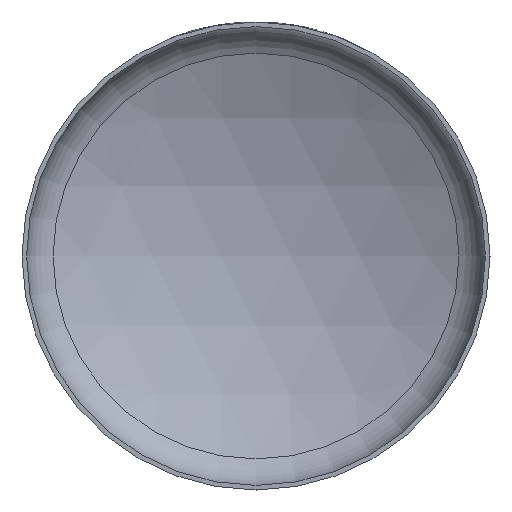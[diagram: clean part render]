
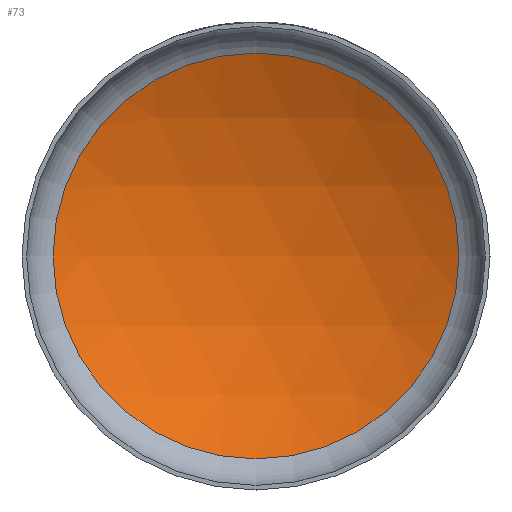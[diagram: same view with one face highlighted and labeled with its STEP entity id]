
A CAD part, front view. The second image highlights one B-rep face of the part: STEP entity #73.
In plain terms, the highlighted spherical face has radius 306 mm.
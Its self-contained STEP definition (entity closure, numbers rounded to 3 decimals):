
#73 = ADVANCED_FACE ( 'NONE', ( #7606 ), #28776, .F. ) ;
#535 = VERTEX_POINT ( 'NONE', #15194 ) ;
#1704 = AXIS2_PLACEMENT_3D ( 'NONE', #14262, #3485, #19366 ) ;
#3485 = DIRECTION ( 'NONE',  ( 0., -1., 0. ) ) ;
#7135 = EDGE_CURVE ( 'NONE', #535, #535, #27479, .T. ) ;
#7606 = FACE_OUTER_BOUND ( 'NONE', #23762, .T. ) ;
#11013 = CARTESIAN_POINT ( 'NONE',  ( 0., -228.171, 0. ) ) ;
#11650 = AXIS2_PLACEMENT_3D ( 'NONE', #11013, #29576, #13366 ) ;
#13366 = DIRECTION ( 'NONE',  ( 1., 0., 0. ) ) ;
#14262 = CARTESIAN_POINT ( 'NONE',  ( 0., 47.575, 0. ) ) ;
#15194 = CARTESIAN_POINT ( 'NONE',  ( 0., 47.575, -132.667 ) ) ;
#17485 = ORIENTED_EDGE ( 'NONE', *, *, #7135, .T. ) ;
#19366 = DIRECTION ( 'NONE',  ( 0., 0., -1. ) ) ;
#23762 = EDGE_LOOP ( 'NONE', ( #17485 ) ) ;
#27479 = CIRCLE ( 'NONE', #1704, 132.667 ) ;
#28776 = SPHERICAL_SURFACE ( 'NONE', #11650, 306. ) ;
#29576 = DIRECTION ( 'NONE',  ( 0., 0., 1. ) ) ;
